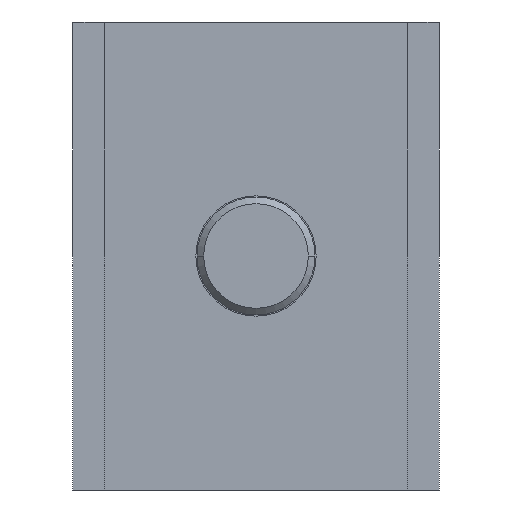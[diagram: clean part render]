
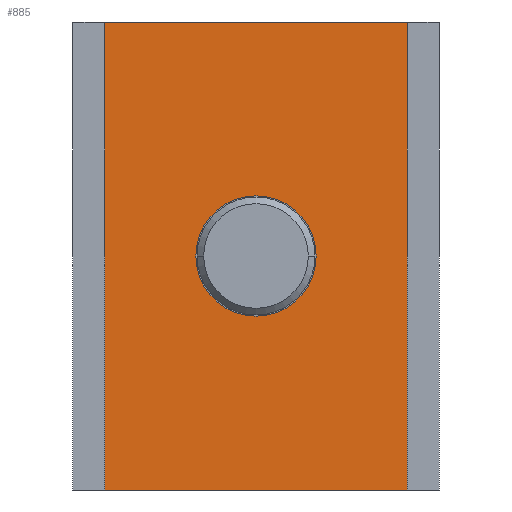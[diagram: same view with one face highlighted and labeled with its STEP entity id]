
A CAD part, front view. The second image highlights one B-rep face of the part: STEP entity #885.
In plain terms, the highlighted planar face has unit normal (0, -1, 0).
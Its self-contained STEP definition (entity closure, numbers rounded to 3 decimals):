
#345=VERTEX_POINT('',#937);
#379=VERTEX_POINT('',#974);
#393=VERTEX_POINT('',#991);
#423=VERTEX_POINT('',#1022);
#431=EDGE_CURVE('',#379,#393,#1031,.T.);
#439=VERTEX_POINT('',#1043);
#533=VERTEX_POINT('',#1144);
#651=EDGE_CURVE('',#533,#393,#1280,.T.);
#755=EDGE_CURVE('',#423,#533,#1390,.T.);
#823=EDGE_CURVE('',#345,#439,#1467,.T.);
#851=EDGE_CURVE('',#379,#423,#1498,.T.);
#885=ADVANCED_FACE('',(#1536,#1537),#1538,.T.);
#887=EDGE_CURVE('',#439,#345,#1540,.T.);
#937=CARTESIAN_POINT('',(-6.12,0.0,0.));
#974=CARTESIAN_POINT('',(-15.4,0.,-23.8));
#991=CARTESIAN_POINT('',(-15.4,0.,23.8));
#1022=CARTESIAN_POINT('',(15.4,0.,-23.8));
#1031=LINE('',#1717,#1718);
#1043=CARTESIAN_POINT('',(6.12,0.0,0.));
#1144=CARTESIAN_POINT('',(15.4,0.,23.8));
#1280=LINE('',#2047,#2048);
#1390=LINE('',#2208,#2209);
#1467=CIRCLE('',#2315,6.12);
#1498=LINE('',#2364,#2365);
#1536=FACE_BOUND('',#2417,.T.);
#1537=FACE_OUTER_BOUND('',#2418,.T.);
#1538=PLANE('',#2419);
#1540=CIRCLE('',#2422,6.12);
#1717=CARTESIAN_POINT('',(-15.4,0.,-23.8));
#1718=VECTOR('',#2540,1.0);
#2047=CARTESIAN_POINT('',(-15.4,0.,23.8));
#2048=VECTOR('',#2830,1.0);
#2208=CARTESIAN_POINT('',(15.4,0.,-23.8));
#2209=VECTOR('',#2939,1.0);
#2315=AXIS2_PLACEMENT_3D('',#3042,#3043,#3044);
#2364=CARTESIAN_POINT('',(-15.4,0.,-23.8));
#2365=VECTOR('',#3072,1.0);
#2417=EDGE_LOOP('',(#3120,#3121));
#2418=EDGE_LOOP('',(#3122,#3123,#3124,#3125));
#2419=AXIS2_PLACEMENT_3D('',#3126,#3127,#3128);
#2422=AXIS2_PLACEMENT_3D('',#3129,#3130,#3131);
#2540=DIRECTION('',(0.0,0.0,1.0));
#2830=DIRECTION('',(-1.0,-0.0,-0.0));
#2939=DIRECTION('',(0.0,0.0,1.0));
#3042=CARTESIAN_POINT('',(0.0,0.0,0.0));
#3043=DIRECTION('',(-0.0,1.0,0.0));
#3044=DIRECTION('',(1.0,0.0,0.0));
#3072=DIRECTION('',(1.0,0.0,0.0));
#3120=ORIENTED_EDGE('',*,*,#823,.T.);
#3121=ORIENTED_EDGE('',*,*,#887,.T.);
#3122=ORIENTED_EDGE('',*,*,#651,.T.);
#3123=ORIENTED_EDGE('',*,*,#431,.F.);
#3124=ORIENTED_EDGE('',*,*,#851,.T.);
#3125=ORIENTED_EDGE('',*,*,#755,.T.);
#3126=CARTESIAN_POINT('',(15.4,0.,-23.8));
#3127=DIRECTION('',(0.0,-1.0,0.0));
#3128=DIRECTION('',(1.0,0.0,0.0));
#3129=CARTESIAN_POINT('',(0.0,0.0,0.0));
#3130=DIRECTION('',(-0.0,1.0,0.0));
#3131=DIRECTION('',(1.0,0.0,0.0));
